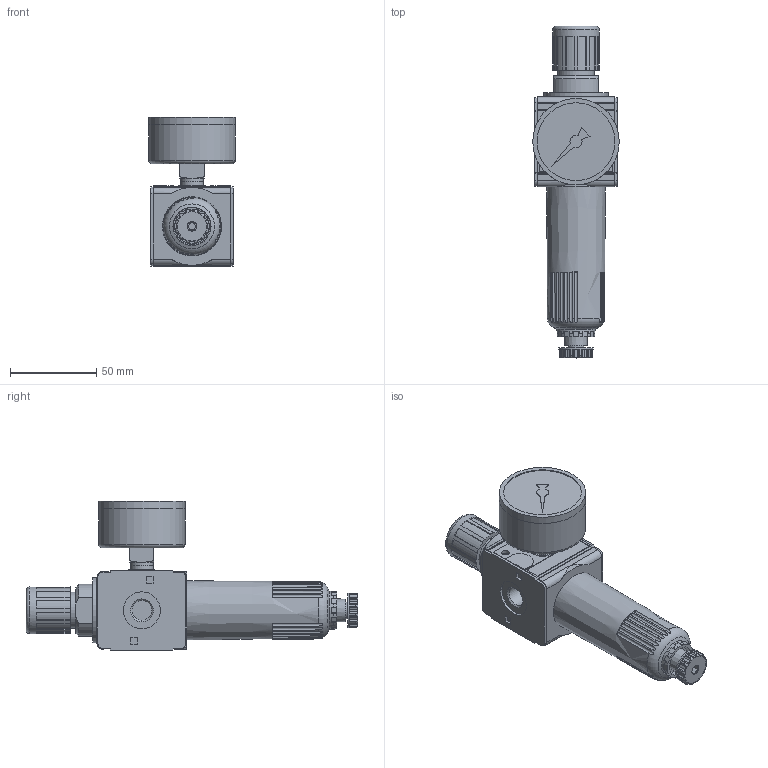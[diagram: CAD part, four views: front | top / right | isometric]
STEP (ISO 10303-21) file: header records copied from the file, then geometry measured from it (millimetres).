
FILE_DESCRIPTION( ( 'STEP AP203' ), '1' );
FILE_NAME( '9_2111_042_2_03.stp', ' ', ( ' ' ), ( ' ' ), 'PSStep 15.0.47', 'PARTsolutions', ' ' );
FILE_SCHEMA( ( 'CONFIG_CONTROL_DESIGN' ) );
Length unit declared in the file: millimetre
Products named in the file (4): 9.2111.042; _C 11-K 3-HA-00000-G; _C 11-K 3-HA-2; _C 11-K 3-HA--P1
Assembly tree (3 placements, depth 2):
  9.2111.042
    _C 11-K 3-HA-00000-G
    _C 11-K 3-HA-2
    _C 11-K 3-HA--P1
Bounding box: 50 x 192 x 86.7 mm (x, y, z)
Volume: 260957.9 mm3; surface area: 42578.6 mm2
Topology: 3 solids, 3 shells, 455 faces, 1211 edges, 804 vertices
Faces by surface type: plane 270, cylinder 144, cone 35, torus 6
Full cylindrical faces by diameter (mm): 4 x1, 4.4 x4, 9.728 x1, 11.445 x4, 13 x1, 13.157 x1, 15.1 x2, 15.7 x1, 19.2 x1, 20 x1, 21 x1, 21.4 x2, 22 x1, 27 x1, 37.5 x1, 45 x1, 49.96 x1, 50 x2
Entity records: 15404 total; most frequent: CARTESIAN_POINT 4115, ORIENTED_EDGE 2306, DIRECTION 2287, EDGE_CURVE 1153, AXIS2_PLACEMENT_3D 830, VERTEX_POINT 792, LINE 627, VECTOR 627
